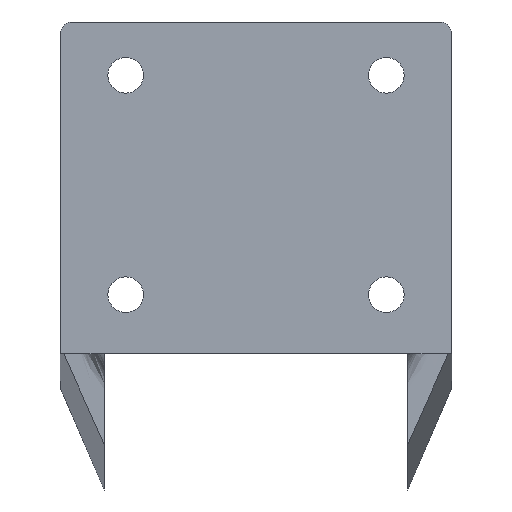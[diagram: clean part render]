
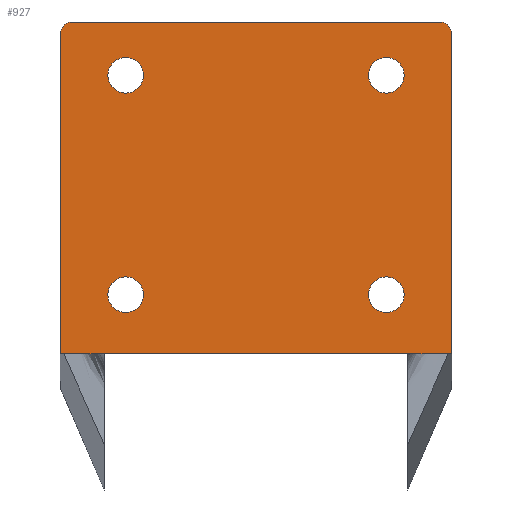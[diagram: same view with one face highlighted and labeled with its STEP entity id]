
A CAD part, front view. The second image highlights one B-rep face of the part: STEP entity #927.
In plain terms, the highlighted planar face has unit normal (0, -1, 0).
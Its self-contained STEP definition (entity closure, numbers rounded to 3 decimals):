
#7 = CARTESIAN_POINT ( 'NONE',  ( 16.5, 0., -1. ) ) ;
#10 = FACE_BOUND ( 'NONE', #1200, .T. ) ;
#19 = DIRECTION ( 'NONE',  ( 0., -1., 0. ) ) ;
#30 = FACE_BOUND ( 'NONE', #955, .T. ) ;
#39 = DIRECTION ( 'NONE',  ( 0., 0., 1. ) ) ;
#46 = VERTEX_POINT ( 'NONE', #1674 ) ;
#71 = VERTEX_POINT ( 'NONE', #1140 ) ;
#79 = LINE ( 'NONE', #1368, #1569 ) ;
#87 = DIRECTION ( 'NONE',  ( 0., 1., 0. ) ) ;
#89 = AXIS2_PLACEMENT_3D ( 'NONE', #804, #403, #1233 ) ;
#92 = CIRCLE ( 'NONE', #1066, 1.5 ) ;
#95 = LINE ( 'NONE', #654, #1041 ) ;
#113 = DIRECTION ( 'NONE',  ( 0., 0., 1. ) ) ;
#117 = AXIS2_PLACEMENT_3D ( 'NONE', #480, #87, #369 ) ;
#153 = CIRCLE ( 'NONE', #498, 1.5 ) ;
#154 = VECTOR ( 'NONE', #1414, 1000. ) ;
#162 = PLANE ( 'NONE',  #299 ) ;
#169 = CARTESIAN_POINT ( 'NONE',  ( 11., 0., -21.5 ) ) ;
#174 = ORIENTED_EDGE ( 'NONE', *, *, #1717, .F. ) ;
#175 = CARTESIAN_POINT ( 'NONE',  ( -16.5, 0., -28. ) ) ;
#188 = VERTEX_POINT ( 'NONE', #307 ) ;
#190 = CARTESIAN_POINT ( 'NONE',  ( -11., 0., -23. ) ) ;
#208 = VECTOR ( 'NONE', #908, 1000. ) ;
#217 = CARTESIAN_POINT ( 'NONE',  ( -11., 0., -4.5 ) ) ;
#227 = VERTEX_POINT ( 'NONE', #175 ) ;
#249 = CARTESIAN_POINT ( 'NONE',  ( -11., 0., -23. ) ) ;
#253 = DIRECTION ( 'NONE',  ( 0., 0., 1. ) ) ;
#299 = AXIS2_PLACEMENT_3D ( 'NONE', #596, #19, #1417 ) ;
#306 = ORIENTED_EDGE ( 'NONE', *, *, #454, .T. ) ;
#307 = CARTESIAN_POINT ( 'NONE',  ( 15.5, 0., 0. ) ) ;
#313 = VERTEX_POINT ( 'NONE', #1008 ) ;
#325 = CARTESIAN_POINT ( 'NONE',  ( -11., 0., -21.5 ) ) ;
#329 = CIRCLE ( 'NONE', #117, 1.5 ) ;
#336 = EDGE_CURVE ( 'NONE', #227, #424, #79, .T. ) ;
#343 = EDGE_CURVE ( 'NONE', #1695, #523, #354, .T. ) ;
#354 = LINE ( 'NONE', #1501, #941 ) ;
#369 = DIRECTION ( 'NONE',  ( 0., 0., 1. ) ) ;
#383 = CARTESIAN_POINT ( 'NONE',  ( -11., 0., -6. ) ) ;
#388 = ORIENTED_EDGE ( 'NONE', *, *, #1696, .T. ) ;
#403 = DIRECTION ( 'NONE',  ( 0., 1., 0. ) ) ;
#424 = VERTEX_POINT ( 'NONE', #1058 ) ;
#432 = FACE_BOUND ( 'NONE', #1255, .T. ) ;
#454 = EDGE_CURVE ( 'NONE', #1471, #1605, #329, .T. ) ;
#470 = CIRCLE ( 'NONE', #1185, 1. ) ;
#480 = CARTESIAN_POINT ( 'NONE',  ( 11., 0., -23. ) ) ;
#495 = EDGE_CURVE ( 'NONE', #918, #46, #1455, .T. ) ;
#498 = AXIS2_PLACEMENT_3D ( 'NONE', #249, #662, #1347 ) ;
#511 = DIRECTION ( 'NONE',  ( 0., 1., 0. ) ) ;
#515 = VERTEX_POINT ( 'NONE', #1651 ) ;
#516 = EDGE_CURVE ( 'NONE', #1605, #1471, #854, .T. ) ;
#523 = VERTEX_POINT ( 'NONE', #1822 ) ;
#565 = EDGE_CURVE ( 'NONE', #188, #313, #646, .T. ) ;
#591 = ORIENTED_EDGE ( 'NONE', *, *, #565, .F. ) ;
#593 = ORIENTED_EDGE ( 'NONE', *, *, #874, .T. ) ;
#596 = CARTESIAN_POINT ( 'NONE',  ( -15.5, 0., -1. ) ) ;
#638 = VERTEX_POINT ( 'NONE', #1016 ) ;
#646 = CIRCLE ( 'NONE', #89, 1. ) ;
#654 = CARTESIAN_POINT ( 'NONE',  ( -15.5, 0., 0. ) ) ;
#655 = DIRECTION ( 'NONE',  ( 0., 1., 0. ) ) ;
#662 = DIRECTION ( 'NONE',  ( 0., 1., 0. ) ) ;
#705 = DIRECTION ( 'NONE',  ( 0., 1., 0. ) ) ;
#711 = CARTESIAN_POINT ( 'NONE',  ( 11., 0., -24.5 ) ) ;
#730 = FACE_BOUND ( 'NONE', #1146, .T. ) ;
#739 = EDGE_CURVE ( 'NONE', #523, #227, #1198, .T. ) ;
#760 = EDGE_CURVE ( 'NONE', #71, #1031, #1838, .T. ) ;
#780 = DIRECTION ( 'NONE',  ( 0., 1., 0. ) ) ;
#804 = CARTESIAN_POINT ( 'NONE',  ( 15.5, 0., -1. ) ) ;
#809 = DIRECTION ( 'NONE',  ( 1., 0., 0. ) ) ;
#813 = EDGE_CURVE ( 'NONE', #424, #515, #470, .T. ) ;
#827 = EDGE_LOOP ( 'NONE', ( #1437, #1088, #591, #174, #1584, #832, #1101, #1226 ) ) ;
#832 = ORIENTED_EDGE ( 'NONE', *, *, #336, .F. ) ;
#854 = CIRCLE ( 'NONE', #886, 1.5 ) ;
#874 = EDGE_CURVE ( 'NONE', #46, #918, #1427, .T. ) ;
#886 = AXIS2_PLACEMENT_3D ( 'NONE', #1407, #705, #253 ) ;
#906 = ORIENTED_EDGE ( 'NONE', *, *, #495, .T. ) ;
#908 = DIRECTION ( 'NONE',  ( -1., 0., 0. ) ) ;
#918 = VERTEX_POINT ( 'NONE', #1165 ) ;
#927 = ADVANCED_FACE ( 'NONE', ( #10, #432, #1443, #730, #30 ), #162, .T. ) ;
#941 = VECTOR ( 'NONE', #1223, 1000. ) ;
#955 = EDGE_LOOP ( 'NONE', ( #1469, #1264 ) ) ;
#961 = DIRECTION ( 'NONE',  ( 0., 0., 1. ) ) ;
#979 = AXIS2_PLACEMENT_3D ( 'NONE', #1221, #511, #113 ) ;
#1001 = LINE ( 'NONE', #1120, #154 ) ;
#1008 = CARTESIAN_POINT ( 'NONE',  ( 16.5, 0., -1. ) ) ;
#1016 = CARTESIAN_POINT ( 'NONE',  ( -11., 0., -24.5 ) ) ;
#1031 = VERTEX_POINT ( 'NONE', #383 ) ;
#1036 = AXIS2_PLACEMENT_3D ( 'NONE', #217, #780, #1643 ) ;
#1041 = VECTOR ( 'NONE', #809, 1000. ) ;
#1058 = CARTESIAN_POINT ( 'NONE',  ( -16.5, 0., -1. ) ) ;
#1066 = AXIS2_PLACEMENT_3D ( 'NONE', #190, #1310, #39 ) ;
#1083 = ORIENTED_EDGE ( 'NONE', *, *, #516, .T. ) ;
#1088 = ORIENTED_EDGE ( 'NONE', *, *, #1476, .F. ) ;
#1101 = ORIENTED_EDGE ( 'NONE', *, *, #739, .F. ) ;
#1106 = CARTESIAN_POINT ( 'NONE',  ( 11., 0., -4.5 ) ) ;
#1120 = CARTESIAN_POINT ( 'NONE',  ( 16.5, 0., -28. ) ) ;
#1140 = CARTESIAN_POINT ( 'NONE',  ( -11., 0., -3. ) ) ;
#1146 = EDGE_LOOP ( 'NONE', ( #593, #906 ) ) ;
#1157 = AXIS2_PLACEMENT_3D ( 'NONE', #1106, #1694, #961 ) ;
#1165 = CARTESIAN_POINT ( 'NONE',  ( 11., 0., -3. ) ) ;
#1185 = AXIS2_PLACEMENT_3D ( 'NONE', #1355, #1749, #1669 ) ;
#1198 = LINE ( 'NONE', #1328, #208 ) ;
#1200 = EDGE_LOOP ( 'NONE', ( #306, #1083 ) ) ;
#1221 = CARTESIAN_POINT ( 'NONE',  ( -11., 0., -4.5 ) ) ;
#1223 = DIRECTION ( 'NONE',  ( -1., 0., 0. ) ) ;
#1226 = ORIENTED_EDGE ( 'NONE', *, *, #343, .F. ) ;
#1233 = DIRECTION ( 'NONE',  ( 0., 0., 1. ) ) ;
#1249 = EDGE_CURVE ( 'NONE', #638, #1572, #92, .T. ) ;
#1255 = EDGE_LOOP ( 'NONE', ( #388, #1740 ) ) ;
#1264 = ORIENTED_EDGE ( 'NONE', *, *, #1376, .T. ) ;
#1275 = VECTOR ( 'NONE', #1391, 1000. ) ;
#1280 = LINE ( 'NONE', #7, #1275 ) ;
#1310 = DIRECTION ( 'NONE',  ( 0., 1., 0. ) ) ;
#1328 = CARTESIAN_POINT ( 'NONE',  ( 16.5, 0., -28. ) ) ;
#1347 = DIRECTION ( 'NONE',  ( 0., 0., 1. ) ) ;
#1355 = CARTESIAN_POINT ( 'NONE',  ( -15.5, 0., -1. ) ) ;
#1368 = CARTESIAN_POINT ( 'NONE',  ( -16.5, 0., -1. ) ) ;
#1376 = EDGE_CURVE ( 'NONE', #1572, #638, #153, .T. ) ;
#1385 = DIRECTION ( 'NONE',  ( 0., 0., 1. ) ) ;
#1391 = DIRECTION ( 'NONE',  ( 0., 0., -1. ) ) ;
#1407 = CARTESIAN_POINT ( 'NONE',  ( 11., 0., -23. ) ) ;
#1414 = DIRECTION ( 'NONE',  ( -1., 0., 0. ) ) ;
#1417 = DIRECTION ( 'NONE',  ( 0., 0., -1. ) ) ;
#1427 = CIRCLE ( 'NONE', #1507, 1.5 ) ;
#1437 = ORIENTED_EDGE ( 'NONE', *, *, #1794, .F. ) ;
#1443 = FACE_OUTER_BOUND ( 'NONE', #827, .T. ) ;
#1455 = CIRCLE ( 'NONE', #1157, 1.5 ) ;
#1469 = ORIENTED_EDGE ( 'NONE', *, *, #1249, .T. ) ;
#1471 = VERTEX_POINT ( 'NONE', #711 ) ;
#1473 = VERTEX_POINT ( 'NONE', #1827 ) ;
#1476 = EDGE_CURVE ( 'NONE', #313, #1473, #1280, .T. ) ;
#1485 = DIRECTION ( 'NONE',  ( 0., 0., 1. ) ) ;
#1501 = CARTESIAN_POINT ( 'NONE',  ( 16.5, 0., -28. ) ) ;
#1507 = AXIS2_PLACEMENT_3D ( 'NONE', #1661, #655, #1385 ) ;
#1569 = VECTOR ( 'NONE', #1485, 1000. ) ;
#1572 = VERTEX_POINT ( 'NONE', #325 ) ;
#1584 = ORIENTED_EDGE ( 'NONE', *, *, #813, .F. ) ;
#1605 = VERTEX_POINT ( 'NONE', #169 ) ;
#1642 = CARTESIAN_POINT ( 'NONE',  ( 12.8, 0., -28. ) ) ;
#1643 = DIRECTION ( 'NONE',  ( 0., 0., 1. ) ) ;
#1651 = CARTESIAN_POINT ( 'NONE',  ( -15.5, 0., 0. ) ) ;
#1661 = CARTESIAN_POINT ( 'NONE',  ( 11., 0., -4.5 ) ) ;
#1669 = DIRECTION ( 'NONE',  ( 0., 0., -1. ) ) ;
#1674 = CARTESIAN_POINT ( 'NONE',  ( 11., 0., -6. ) ) ;
#1694 = DIRECTION ( 'NONE',  ( 0., 1., 0. ) ) ;
#1695 = VERTEX_POINT ( 'NONE', #1642 ) ;
#1696 = EDGE_CURVE ( 'NONE', #1031, #71, #1755, .T. ) ;
#1717 = EDGE_CURVE ( 'NONE', #515, #188, #95, .T. ) ;
#1740 = ORIENTED_EDGE ( 'NONE', *, *, #760, .T. ) ;
#1749 = DIRECTION ( 'NONE',  ( 0., 1., 0. ) ) ;
#1755 = CIRCLE ( 'NONE', #979, 1.5 ) ;
#1794 = EDGE_CURVE ( 'NONE', #1473, #1695, #1001, .T. ) ;
#1822 = CARTESIAN_POINT ( 'NONE',  ( -12.8, 0., -28. ) ) ;
#1827 = CARTESIAN_POINT ( 'NONE',  ( 16.5, 0., -28. ) ) ;
#1838 = CIRCLE ( 'NONE', #1036, 1.5 ) ;
